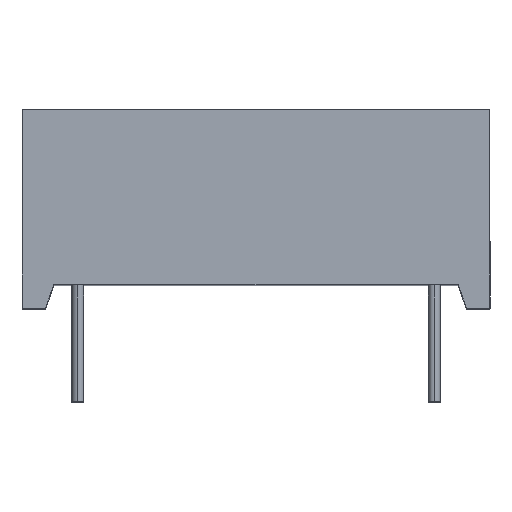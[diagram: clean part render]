
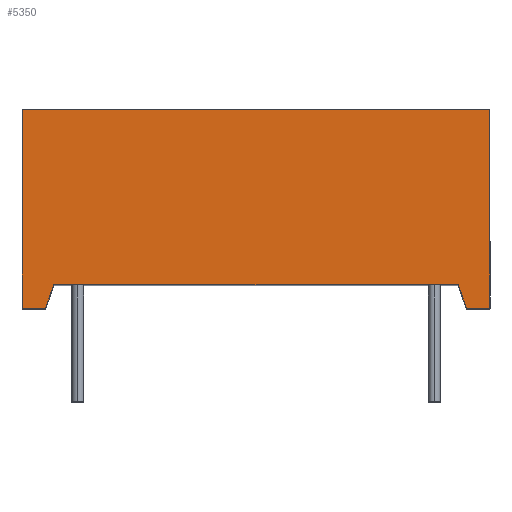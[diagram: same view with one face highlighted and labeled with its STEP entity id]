
A CAD part, top view. The second image highlights one B-rep face of the part: STEP entity #5350.
In plain terms, the highlighted planar face has unit normal (0, 0, 1).
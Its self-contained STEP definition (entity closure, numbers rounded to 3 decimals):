
#2701 = EDGE_LOOP ( 'NONE', ( #2948, #2950, #2947, #2949, #2946, #2945, #2937, #2938 ) ) ;
#2937 = ORIENTED_EDGE ( 'NONE', *, *, #5877, .F. ) ;
#2938 = ORIENTED_EDGE ( 'NONE', *, *, #5916, .F. ) ;
#2945 = ORIENTED_EDGE ( 'NONE', *, *, #5913, .T. ) ;
#2946 = ORIENTED_EDGE ( 'NONE', *, *, #5840, .T. ) ;
#2947 = ORIENTED_EDGE ( 'NONE', *, *, #5987, .T. ) ;
#2948 = ORIENTED_EDGE ( 'NONE', *, *, #5925, .T. ) ;
#2949 = ORIENTED_EDGE ( 'NONE', *, *, #5911, .T. ) ;
#2950 = ORIENTED_EDGE ( 'NONE', *, *, #5854, .T. ) ;
#5255 = PLANE ( 'NONE',  #14598 ) ;
#5256 = CARTESIAN_POINT ( 'NONE',  ( -26.722, -8.5, 13.855 ) ) ;
#5257 = DIRECTION ( 'NONE',  ( 0., 0., 1. ) ) ;
#5258 = DIRECTION ( 'NONE',  ( 1., 0., 0. ) ) ;
#5350 = ADVANCED_FACE ( 'NONE', ( #14654 ), #5255, .T. ) ;
#5840 = EDGE_CURVE ( 'NONE', #9380, #9379, #12162, .T. ) ;
#5854 = EDGE_CURVE ( 'NONE', #9387, #9279, #12204, .T. ) ;
#5877 = EDGE_CURVE ( 'NONE', #9409, #9410, #12273, .T. ) ;
#5911 = EDGE_CURVE ( 'NONE', #9278, #9380, #12375, .T. ) ;
#5913 = EDGE_CURVE ( 'NONE', #9379, #9410, #12381, .T. ) ;
#5916 = EDGE_CURVE ( 'NONE', #9477, #9409, #12390, .T. ) ;
#5925 = EDGE_CURVE ( 'NONE', #9477, #9387, #12417, .T. ) ;
#5987 = EDGE_CURVE ( 'NONE', #9279, #9278, #12613, .T. ) ;
#9278 = VERTEX_POINT ( 'NONE', #12768 ) ;
#9279 = VERTEX_POINT ( 'NONE', #12769 ) ;
#9379 = VERTEX_POINT ( 'NONE', #12869 ) ;
#9380 = VERTEX_POINT ( 'NONE', #12870 ) ;
#9387 = VERTEX_POINT ( 'NONE', #12877 ) ;
#9409 = VERTEX_POINT ( 'NONE', #12899 ) ;
#9410 = VERTEX_POINT ( 'NONE', #12900 ) ;
#9477 = VERTEX_POINT ( 'NONE', #12967 ) ;
#12162 = LINE ( 'NONE', #12163, #15151 ) ;
#12163 = CARTESIAN_POINT ( 'NONE',  ( -26.722, -8.5, 13.855 ) ) ;
#12164 = DIRECTION ( 'NONE',  ( 1., 0., 0. ) ) ;
#12204 = LINE ( 'NONE', #12205, #15165 ) ;
#12205 = CARTESIAN_POINT ( 'NONE',  ( -12.059, -16.905, 13.855 ) ) ;
#12206 = DIRECTION ( 'NONE',  ( 0.342, 0.94, 0. ) ) ;
#12273 = LINE ( 'NONE', #12274, #15188 ) ;
#12274 = CARTESIAN_POINT ( 'NONE',  ( -26.722, 0., 13.855 ) ) ;
#12275 = DIRECTION ( 'NONE',  ( 1., 0., 0. ) ) ;
#12375 = LINE ( 'NONE', #12376, #15222 ) ;
#12376 = CARTESIAN_POINT ( 'NONE',  ( 12.059, -16.905, 13.855 ) ) ;
#12377 = DIRECTION ( 'NONE',  ( 0.342, -0.94, 0. ) ) ;
#12381 = LINE ( 'NONE', #12382, #15224 ) ;
#12382 = CARTESIAN_POINT ( 'NONE',  ( 10., -8.5, 13.855 ) ) ;
#12383 = DIRECTION ( 'NONE',  ( 0., 1., 0. ) ) ;
#12390 = LINE ( 'NONE', #12391, #15227 ) ;
#12391 = CARTESIAN_POINT ( 'NONE',  ( -10., -8.5, 13.855 ) ) ;
#12392 = DIRECTION ( 'NONE',  ( 0., 1., 0. ) ) ;
#12417 = LINE ( 'NONE', #12418, #15236 ) ;
#12418 = CARTESIAN_POINT ( 'NONE',  ( -26.722, -8.5, 13.855 ) ) ;
#12419 = DIRECTION ( 'NONE',  ( 1., 0., 0. ) ) ;
#12613 = LINE ( 'NONE', #12614, #13486 ) ;
#12614 = CARTESIAN_POINT ( 'NONE',  ( 0., -7.5, 13.855 ) ) ;
#12615 = DIRECTION ( 'NONE',  ( 1., 0., 0. ) ) ;
#12768 = CARTESIAN_POINT ( 'NONE',  ( 8.636, -7.5, 13.855 ) ) ;
#12769 = CARTESIAN_POINT ( 'NONE',  ( -8.636, -7.5, 13.855 ) ) ;
#12869 = CARTESIAN_POINT ( 'NONE',  ( 10., -8.5, 13.855 ) ) ;
#12870 = CARTESIAN_POINT ( 'NONE',  ( 9., -8.5, 13.855 ) ) ;
#12877 = CARTESIAN_POINT ( 'NONE',  ( -9., -8.5, 13.855 ) ) ;
#12899 = CARTESIAN_POINT ( 'NONE',  ( -10., 0., 13.855 ) ) ;
#12900 = CARTESIAN_POINT ( 'NONE',  ( 10., 0., 13.855 ) ) ;
#12967 = CARTESIAN_POINT ( 'NONE',  ( -10., -8.5, 13.855 ) ) ;
#13486 = VECTOR ( 'NONE', #12615, 1000. ) ;
#14598 = AXIS2_PLACEMENT_3D ( 'NONE', #5256, #5257, #5258 ) ;
#14654 = FACE_OUTER_BOUND ( 'NONE', #2701, .T. ) ;
#15151 = VECTOR ( 'NONE', #12164, 1000. ) ;
#15165 = VECTOR ( 'NONE', #12206, 1000. ) ;
#15188 = VECTOR ( 'NONE', #12275, 1000. ) ;
#15222 = VECTOR ( 'NONE', #12377, 1000. ) ;
#15224 = VECTOR ( 'NONE', #12383, 1000. ) ;
#15227 = VECTOR ( 'NONE', #12392, 1000. ) ;
#15236 = VECTOR ( 'NONE', #12419, 1000. ) ;
